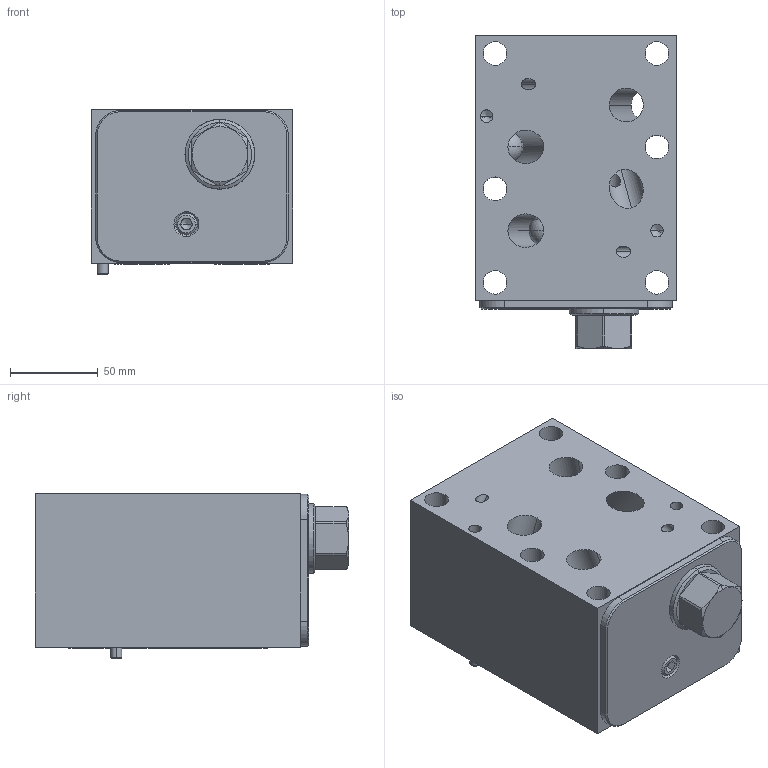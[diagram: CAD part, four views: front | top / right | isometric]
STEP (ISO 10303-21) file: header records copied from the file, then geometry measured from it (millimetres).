
FILE_DESCRIPTION((''),'2;1');
FILE_NAME('HBK_ASM','2019-09-26T',('ProEService'),(''),'PRO/ENGINEER BY PARAMETRIC TECHNOLOGY CORPORATION, 2014200','PRO/ENGINEER BY PARAMETRIC TECHNOLOGY CORPORATION, 2014200','');
FILE_SCHEMA(('CONFIG_CONTROL_DESIGN'));
Length unit declared in the file: inch
Products named in the file (8): 150-832-001; 500-001-121; 500-001-114; 811-001-002; 340-003; CXGDXCN; 340-004; HBK_ASM
Assembly tree (11 placements, depth 2):
  HBK_ASM
    150-832-001
    500-001-121  x4
    500-001-114  x2
    811-001-002
    340-003
    CXGDXCN
    340-004
Bounding box: 114.3 x 178.21 x 93.68 mm (x, y, z)
Volume: 1232649.5 mm3; surface area: 177011.5 mm2
Topology: 12 solids, 12 shells, 479 faces, 1482 edges, 1224 vertices
Faces by surface type: cylinder 175, cone 114, plane 107, torus 38, revolution 30, sphere 15
Entity records: 19150 total; most frequent: CARTESIAN_POINT 6422, DIRECTION 2726, ORIENTED_EDGE 2204, EDGE_CURVE 1102, AXIS2_PLACEMENT_3D 998, VECTOR 716, LINE 716, VERTEX_POINT 685
